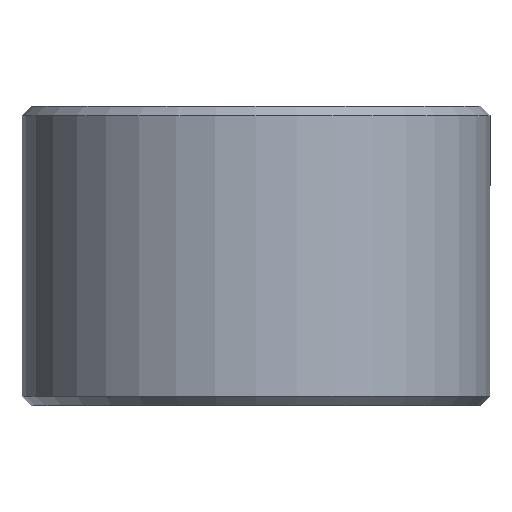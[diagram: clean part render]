
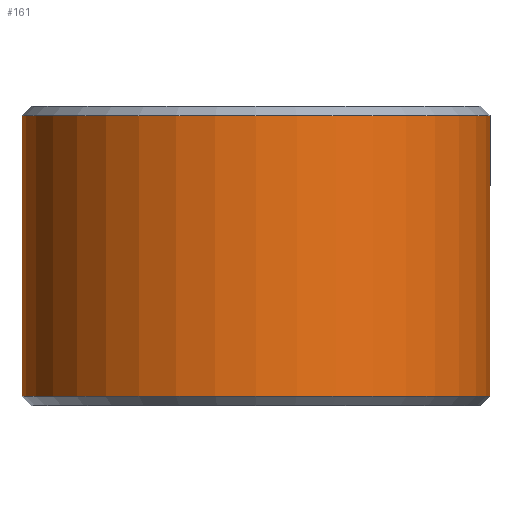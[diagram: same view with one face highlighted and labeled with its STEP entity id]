
A CAD part, front view. The second image highlights one B-rep face of the part: STEP entity #161.
In plain terms, the highlighted cylindrical face has radius 12.5 mm (diameter 25 mm), a full revolution.
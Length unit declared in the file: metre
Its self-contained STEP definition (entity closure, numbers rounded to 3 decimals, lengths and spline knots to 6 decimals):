
#161=ADVANCED_FACE('',(#192,#193),#194,.T.);
#192=FACE_OUTER_BOUND('',#232,.T.);
#193=FACE_OUTER_BOUND('',#233,.T.);
#194=CYLINDRICAL_SURFACE('',#234,0.0125);
#232=EDGE_LOOP('',(#299));
#233=EDGE_LOOP('',(#300));
#234=AXIS2_PLACEMENT_3D('',#301,#302,#303);
#299=ORIENTED_EDGE('',*,*,#355,.T.);
#300=ORIENTED_EDGE('',*,*,#354,.F.);
#301=CARTESIAN_POINT('',(0.0,0.0,0.));
#302=DIRECTION('',(0.0,0.,-1.0));
#303=DIRECTION('',(0.0,1.0,0.));
#354=EDGE_CURVE('',#389,#389,#390,.T.);
#355=EDGE_CURVE('',#391,#391,#392,.T.);
#389=VERTEX_POINT('',#460);
#390=CIRCLE('',#461,0.0125);
#391=VERTEX_POINT('',#462);
#392=CIRCLE('',#463,0.0125);
#460=CARTESIAN_POINT('',(0.0,0.0125,0.0005));
#461=AXIS2_PLACEMENT_3D('',#498,#499,#500);
#462=CARTESIAN_POINT('',(0.0,0.0125,0.0155));
#463=AXIS2_PLACEMENT_3D('',#501,#502,#503);
#498=CARTESIAN_POINT('',(0.0,0.0,0.0005));
#499=DIRECTION('',(0.0,0.,-1.0));
#500=DIRECTION('',(0.0,1.0,0.));
#501=CARTESIAN_POINT('',(0.0,0.0,0.0155));
#502=DIRECTION('',(0.0,0.,-1.0));
#503=DIRECTION('',(0.0,1.0,0.));
